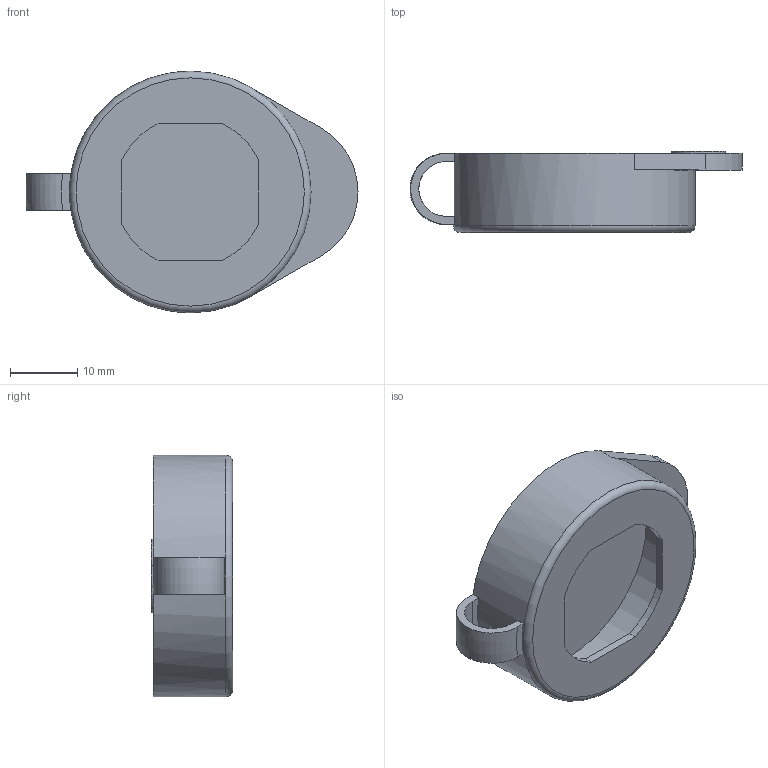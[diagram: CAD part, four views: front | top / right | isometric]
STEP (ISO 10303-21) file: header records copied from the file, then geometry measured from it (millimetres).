
FILE_DESCRIPTION( ( 'STEP AP214' ), '1' );
FILE_NAME( 'K0533.202230.stp', '2020-12-08T10:54:20', ( '' ), ( '' ), ' ', 'PARTsolutions', ' ' );
FILE_SCHEMA( ( 'AUTOMOTIVE_DESIGN { 1 0 10303 214 1 1 1 1 }' ) );
Length unit declared in the file: millimetre
Products named in the file (1): _K0533.202230
Bounding box: 49.46 x 12.1 x 36 mm (x, y, z)
Volume: 5303.7 mm3; surface area: 5674.6 mm2
Topology: 1 solids, 1 shells, 31 faces, 81 edges, 54 vertices
Faces by surface type: plane 19, cylinder 9, torus 3
Full cylindrical faces by diameter (mm): 32.5 x1, 36 x1
Entity records: 1334 total; most frequent: CARTESIAN_POINT 301, DIRECTION 164, ORIENTED_EDGE 152, EDGE_CURVE 76, AXIS2_PLACEMENT_3D 60, VERTEX_POINT 53, LINE 44, VECTOR 44
